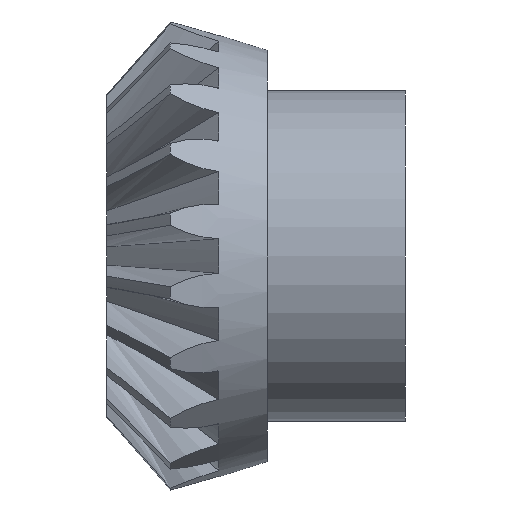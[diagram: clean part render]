
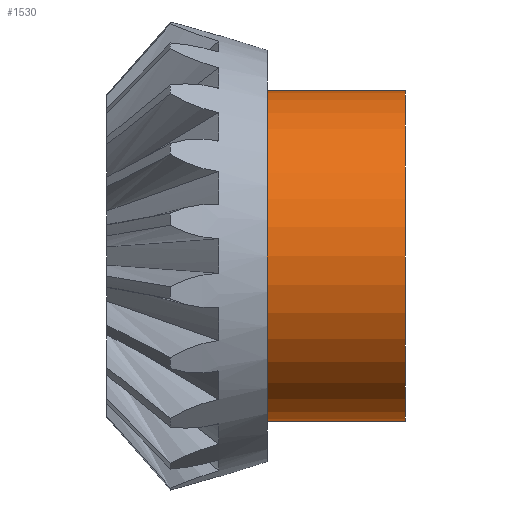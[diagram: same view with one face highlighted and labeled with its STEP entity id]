
A CAD part, front view. The second image highlights one B-rep face of the part: STEP entity #1530.
In plain terms, the highlighted cylindrical face has radius 6 mm (diameter 12 mm), a full revolution.
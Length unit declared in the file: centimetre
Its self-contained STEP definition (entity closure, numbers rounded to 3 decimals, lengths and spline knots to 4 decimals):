
#227=FACE_OUTER_BOUND('',#316,.T.);
#316=EDGE_LOOP('',(#1110,#1111,#1112,#1113));
#406=LINE('',#2363,#470);
#470=VECTOR('',#1829,0.6);
#577=CIRCLE('',#1678,0.6);
#578=CIRCLE('',#1679,0.6);
#685=VERTEX_POINT('',#2360);
#686=VERTEX_POINT('',#2362);
#855=EDGE_CURVE('',#685,#685,#577,.T.);
#856=EDGE_CURVE('',#685,#686,#406,.T.);
#857=EDGE_CURVE('',#686,#686,#578,.T.);
#1110=ORIENTED_EDGE('',*,*,#855,.F.);
#1111=ORIENTED_EDGE('',*,*,#856,.T.);
#1112=ORIENTED_EDGE('',*,*,#857,.T.);
#1113=ORIENTED_EDGE('',*,*,#856,.F.);
#1525=CYLINDRICAL_SURFACE('',#1677,0.6);
#1530=ADVANCED_FACE('',(#227),#1525,.T.);
#1677=AXIS2_PLACEMENT_3D('',#2359,#1825,#1826);
#1678=AXIS2_PLACEMENT_3D('',#2361,#1827,#1828);
#1679=AXIS2_PLACEMENT_3D('',#2364,#1830,#1831);
#1825=DIRECTION('center_axis',(-1.,0.,0.));
#1826=DIRECTION('ref_axis',(0.,0.,1.));
#1827=DIRECTION('center_axis',(-1.,0.,0.));
#1828=DIRECTION('ref_axis',(0.,0.,1.));
#1829=DIRECTION('',(1.,0.,0.));
#1830=DIRECTION('center_axis',(-1.,0.,0.));
#1831=DIRECTION('ref_axis',(0.,0.,1.));
#2359=CARTESIAN_POINT('Origin',(0.,0.,0.));
#2360=CARTESIAN_POINT('',(0.58,0.,-0.6));
#2361=CARTESIAN_POINT('Origin',(0.58,0.,0.));
#2362=CARTESIAN_POINT('',(1.08,0.,-0.6));
#2363=CARTESIAN_POINT('',(0.,0.,-0.6));
#2364=CARTESIAN_POINT('Origin',(1.08,0.,0.));
